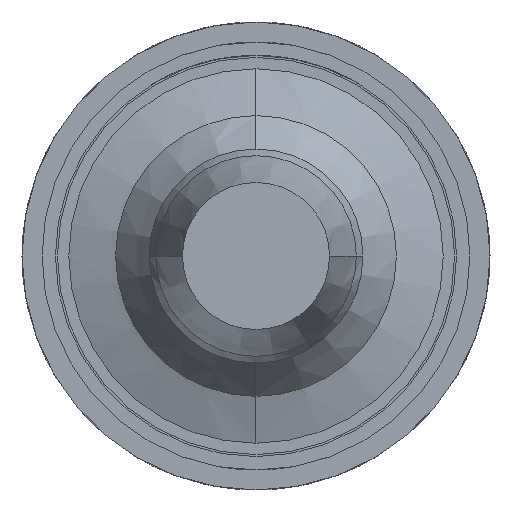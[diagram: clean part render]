
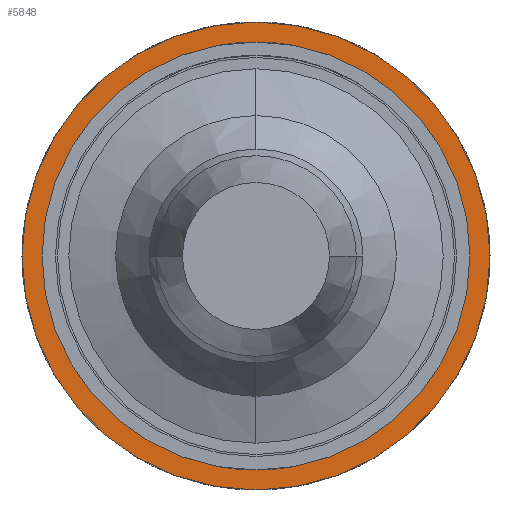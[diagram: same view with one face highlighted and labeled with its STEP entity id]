
A CAD part, front view. The second image highlights one B-rep face of the part: STEP entity #5848.
In plain terms, the highlighted planar face has unit normal (0, -1, 0).
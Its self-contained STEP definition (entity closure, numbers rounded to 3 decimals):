
#169 = AXIS2_PLACEMENT_3D ( 'NONE', #5219, #6564, #1276 ) ;
#323 = AXIS2_PLACEMENT_3D ( 'NONE', #633, #6555, #3260 ) ;
#633 = CARTESIAN_POINT ( 'NONE',  ( 0., 21.6, 0. ) ) ;
#655 = VERTEX_POINT ( 'NONE', #1855 ) ;
#720 = FACE_OUTER_BOUND ( 'NONE', #1033, .T. ) ;
#755 = ORIENTED_EDGE ( 'NONE', *, *, #5755, .F. ) ;
#994 = ORIENTED_EDGE ( 'NONE', *, *, #4418, .F. ) ;
#1023 = CARTESIAN_POINT ( 'NONE',  ( -1.75, 21.6, 0. ) ) ;
#1033 = EDGE_LOOP ( 'NONE', ( #3400, #1379 ) ) ;
#1090 = DIRECTION ( 'NONE',  ( 0., -1., 0. ) ) ;
#1194 = DIRECTION ( 'NONE',  ( 0., 1., 0. ) ) ;
#1210 = AXIS2_PLACEMENT_3D ( 'NONE', #4360, #1090, #1756 ) ;
#1276 = DIRECTION ( 'NONE',  ( -1., 0., 0. ) ) ;
#1286 = CIRCLE ( 'NONE', #3423, 1.75 ) ;
#1379 = ORIENTED_EDGE ( 'NONE', *, *, #7438, .F. ) ;
#1650 = CIRCLE ( 'NONE', #4675, 0.925 ) ;
#1756 = DIRECTION ( 'NONE',  ( -1., 0., 0. ) ) ;
#1855 = CARTESIAN_POINT ( 'NONE',  ( 1.75, 21.6, 0. ) ) ;
#1860 = VERTEX_POINT ( 'NONE', #6632 ) ;
#1882 = CARTESIAN_POINT ( 'NONE',  ( 0., 21.6, 0. ) ) ;
#3220 = CIRCLE ( 'NONE', #1210, 0.925 ) ;
#3260 = DIRECTION ( 'NONE',  ( -1., 0., 0. ) ) ;
#3400 = ORIENTED_EDGE ( 'NONE', *, *, #4209, .F. ) ;
#3423 = AXIS2_PLACEMENT_3D ( 'NONE', #1882, #1194, #5783 ) ;
#4209 = EDGE_CURVE ( 'Defeature ausgef�hrt1_69+Defeature ausgef�hrt1_68+Defeature ausgef�hrt1_68+Defeature ausgef�hrt1_68', #7652, #655, #6182, .T. ) ;
#4360 = CARTESIAN_POINT ( 'NONE',  ( 0., 21.6, 0. ) ) ;
#4418 = EDGE_CURVE ( 'Defeature ausgef�hrt1_42+Defeature ausgef�hrt1_68+Defeature ausgef�hrt1_68+Defeature ausgef�hrt1_68', #5441, #1860, #3220, .T. ) ;
#4675 = AXIS2_PLACEMENT_3D ( 'NONE', #8488, #5162, #6401 ) ;
#4800 = EDGE_LOOP ( 'NONE', ( #755, #994 ) ) ;
#5162 = DIRECTION ( 'NONE',  ( 0., -1., 0. ) ) ;
#5219 = CARTESIAN_POINT ( 'NONE',  ( 0.75, 21.6, 0. ) ) ;
#5441 = VERTEX_POINT ( 'NONE', #6163 ) ;
#5755 = EDGE_CURVE ( 'Defeature ausgef�hrt1_42+Defeature ausgef�hrt1_68+Defeature ausgef�hrt1_68+Defeature ausgef�hrt1_68', #1860, #5441, #1650, .T. ) ;
#5783 = DIRECTION ( 'NONE',  ( -1., 0., 0. ) ) ;
#5848 = ADVANCED_FACE ( 'Defeature ausgef�hrt1_68', ( #6286, #720 ), #8577, .F. ) ;
#6163 = CARTESIAN_POINT ( 'NONE',  ( 0., 21.6, 0.925 ) ) ;
#6182 = CIRCLE ( 'NONE', #323, 1.75 ) ;
#6286 = FACE_BOUND ( 'NONE', #4800, .T. ) ;
#6401 = DIRECTION ( 'NONE',  ( -1., 0., 0. ) ) ;
#6555 = DIRECTION ( 'NONE',  ( 0., 1., 0. ) ) ;
#6564 = DIRECTION ( 'NONE',  ( 0., 1., 0. ) ) ;
#6632 = CARTESIAN_POINT ( 'NONE',  ( 0., 21.6, -0.925 ) ) ;
#7438 = EDGE_CURVE ( 'Defeature ausgef�hrt1_69+Defeature ausgef�hrt1_68+Defeature ausgef�hrt1_68+Defeature ausgef�hrt1_68', #655, #7652, #1286, .T. ) ;
#7652 = VERTEX_POINT ( 'NONE', #1023 ) ;
#8488 = CARTESIAN_POINT ( 'NONE',  ( 0., 21.6, 0. ) ) ;
#8577 = PLANE ( 'NONE',  #169 ) ;
